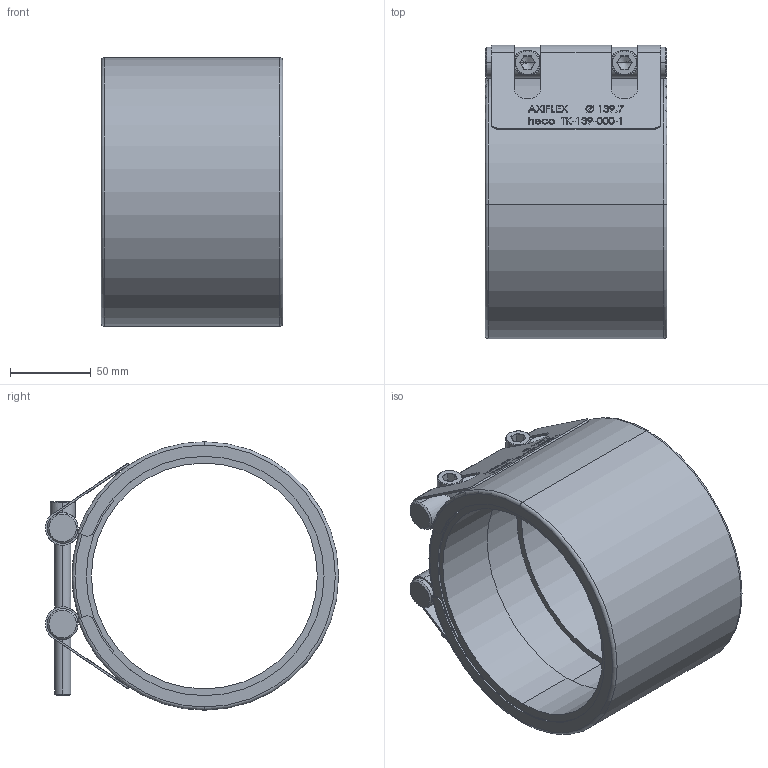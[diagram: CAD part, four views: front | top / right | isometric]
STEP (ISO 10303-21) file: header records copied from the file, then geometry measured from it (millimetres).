
FILE_DESCRIPTION (( 'STEP AP214' ), '1' );
FILE_NAME ('Axiflex Ø139,7 heco 1710.STEP', '2017-10-09T12:54:55', ( '' ), ( '' ), 'SwSTEP 2.0', 'SolidWorks 2016', '' );
FILE_SCHEMA (( 'AUTOMOTIVE_DESIGN' ));
Length unit declared in the file: millimetre
Products named in the file (1): Axiflex Ø139,7 heco 1710
Bounding box: 112.4 x 181.28 x 166 mm (x, y, z)
Volume: 721633.9 mm3; surface area: 265253 mm2
Topology: 1 solids, 1 shells, 593 faces, 1596 edges, 1032 vertices
Faces by surface type: plane 285, bspline 159, cylinder 87, cone 38, torus 24
Entity records: 32459 total; most frequent: CARTESIAN_POINT 14999, ORIENTED_EDGE 3184, DIRECTION 2326, EDGE_CURVE 1592, VERTEX_POINT 1032, VECTOR 940, LINE 940, AXIS2_PLACEMENT_3D 693
